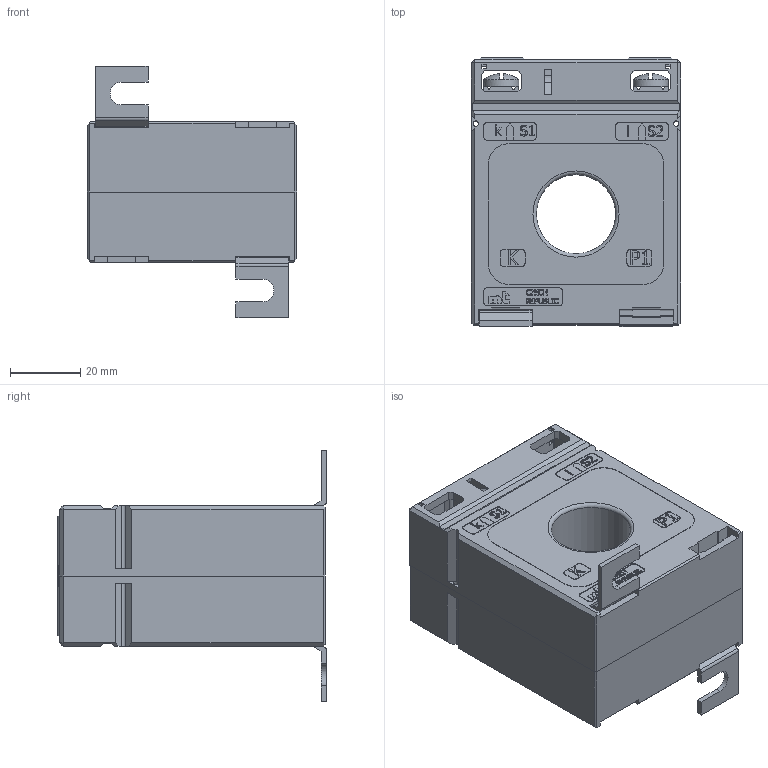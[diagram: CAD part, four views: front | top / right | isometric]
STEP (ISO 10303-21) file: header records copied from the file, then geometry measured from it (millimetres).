
FILE_DESCRIPTION(/* description */ (''),/* implementation_level */ '2;1');
FILE_NAME(/* name */ 'CLB 22R.64.step',/* time_stamp */ '2024-10-25T09:17:12+02:00',/* author */ ('peter'),/* organization */ (''),/* preprocessor_version */ 'ST-DEVELOPER v20',/* originating_system */ 'Autodesk Inventor 2025',/* authorisation */ '');
FILE_SCHEMA (('AUTOMOTIVE_DESIGN { 1 0 10303 214 3 1 1 }'));
Length unit declared in the file: millimetre
Products named in the file (8): Current transformer CLB 22R.64; Front plastic case CLB 22R.64; Back plastic case CLB 22R.64; Tape label CLB 22R.64; Secondary terminal 28 CLB; Secondary terminal cover 37 CLB; Metal mounting foot CLB; Screw M5x8
Assembly tree (13 placements, depth 2):
  Current transformer CLB 22R.64
    Front plastic case CLB 22R.64
    Back plastic case CLB 22R.64
    Tape label CLB 22R.64
    Secondary terminal 28 CLB  x2
    Secondary terminal cover 37 CLB  x2
    Metal mounting foot CLB  x2
    Screw M5x8  x4
Bounding box: 59.5 x 76.4 x 71.5 mm (x, y, z)
Volume: 153271.6 mm3; surface area: 43689.9 mm2
Topology: 13 solids, 13 shells, 1569 faces, 4335 edges, 2866 vertices
Faces by surface type: plane 1035, bspline 364, cylinder 146, cone 14, sphere 8, torus 2
Full cylindrical faces by diameter (mm): 1.5 x4, 2.95 x2, 3 x4, 3.5 x2, 4.134 x4, 5 x4, 10 x4, 22.5 x2
Entity records: 47080 total; most frequent: CARTESIAN_POINT 12723, ORIENTED_EDGE 7816, DIRECTION 5548, EDGE_CURVE 3908, LINE 2912, VECTOR 2912, VERTEX_POINT 2587, EDGE_LOOP 1523
